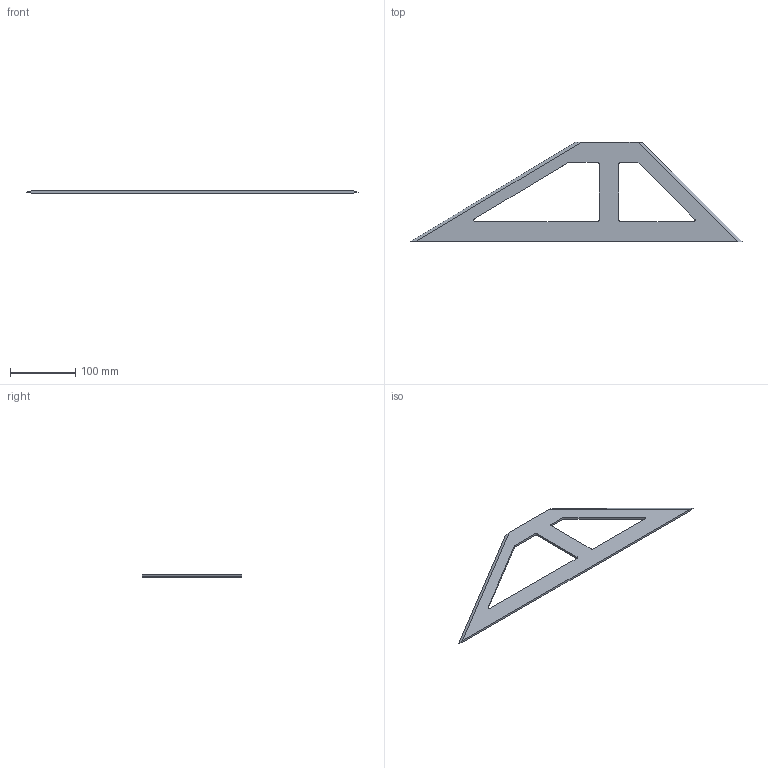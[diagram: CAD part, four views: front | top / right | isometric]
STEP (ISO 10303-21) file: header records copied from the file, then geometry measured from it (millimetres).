
FILE_DESCRIPTION (( 'STEP AP214' ), '1' );
FILE_NAME ('fin.STEP', '2019-08-22T07:13:44', ( '' ), ( '' ), 'SwSTEP 2.0', 'SolidWorks 2018', '' );
FILE_SCHEMA (( 'AUTOMOTIVE_DESIGN' ));
Length unit declared in the file: inch
Products named in the file (1): fin
Bounding box: 508 x 152.4 x 3.17 mm (x, y, z)
Volume: 87040.1 mm3; surface area: 61966.1 mm2
Topology: 1 solids, 1 shells, 25 faces, 69 edges, 46 vertices
Faces by surface type: plane 16, cylinder 9
Entity records: 849 total; most frequent: CARTESIAN_POINT 141, DIRECTION 139, ORIENTED_EDGE 138, EDGE_CURVE 69, VECTOR 51, LINE 51, VERTEX_POINT 46, AXIS2_PLACEMENT_3D 44
